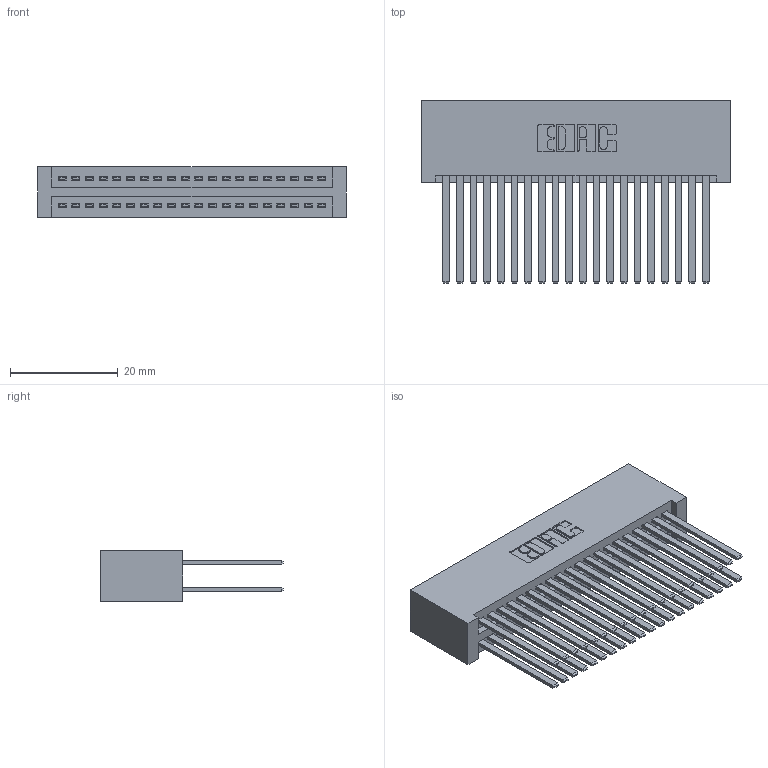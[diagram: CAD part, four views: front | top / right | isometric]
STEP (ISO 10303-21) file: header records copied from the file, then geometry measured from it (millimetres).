
FILE_DESCRIPTION (( 'STEP AP203' ), '1' );
FILE_NAME ('395-040-544-201.STEP', '2019-10-18T05:39:07', ( '' ), ( '' ), 'SwSTEP 2.0', 'SolidWorks 2016', '' );
FILE_SCHEMA (( 'CONFIG_CONTROL_DESIGN' ));
Length unit declared in the file: inch
Products named in the file (3): 345-292-001_345-293-144; 395-040-544-201; 345 Part_No Mounting Lugs
Assembly tree (41 placements, depth 2):
  395-040-544-201
    345 Part_No Mounting Lugs
    345-292-001_345-293-144  x40
Bounding box: 57.4 x 33.96 x 9.4 mm (x, y, z)
Volume: 6548.7 mm3; surface area: 11200.7 mm2
Topology: 41 solids, 41 shells, 1878 faces, 5557 edges, 3650 vertices
Faces by surface type: plane 1236, cylinder 642
Entity records: 18193 total; most frequent: CARTESIAN_POINT 3068, ORIENTED_EDGE 3002, DIRECTION 2725, EDGE_CURVE 1501, VECTOR 1301, LINE 1301, VERTEX_POINT 998, AXIS2_PLACEMENT_3D 712
